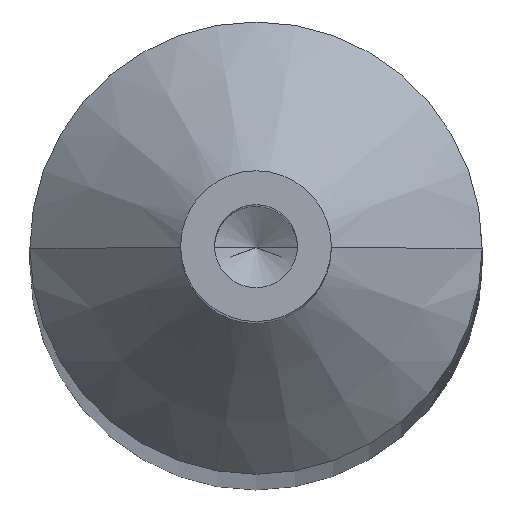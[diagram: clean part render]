
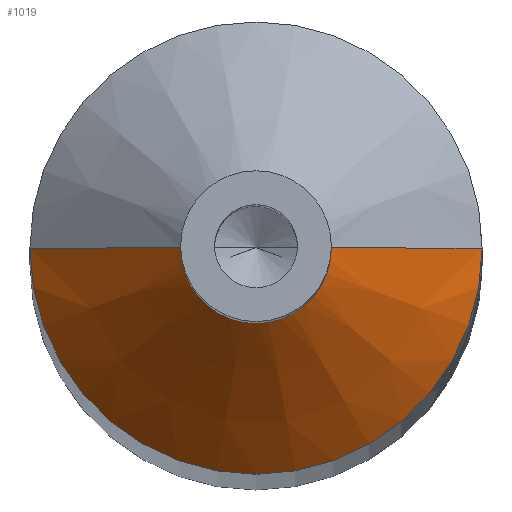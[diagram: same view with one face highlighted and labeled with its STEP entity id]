
A CAD part, top view. The second image highlights one B-rep face of the part: STEP entity #1019.
In plain terms, the highlighted conical face has half-angle 45 degrees and reference radius 1.5 mm.
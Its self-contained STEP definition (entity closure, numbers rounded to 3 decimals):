
#4 = DIRECTION ( 'NONE',  ( 1., 0., 0. ) ) ;
#147 = EDGE_CURVE ( 'NONE', #6651, #2254, #9385, .T. ) ;
#364 = VECTOR ( 'NONE', #5428, 1000. ) ;
#389 = DIRECTION ( 'NONE',  ( 0.707, 0., -0.707 ) ) ;
#544 = AXIS2_PLACEMENT_3D ( 'NONE', #9075, #1993, #5147 ) ;
#886 = ORIENTED_EDGE ( 'NONE', *, *, #7346, .F. ) ;
#1019 = ADVANCED_FACE ( 'NONE', ( #5929 ), #3672, .T. ) ;
#1993 = DIRECTION ( 'NONE',  ( 0., 0., -1. ) ) ;
#2254 = VERTEX_POINT ( 'NONE', #9198 ) ;
#2272 = CARTESIAN_POINT ( 'NONE',  ( -1.5, 0., -7.5 ) ) ;
#2534 = ORIENTED_EDGE ( 'NONE', *, *, #7137, .F. ) ;
#2885 = ORIENTED_EDGE ( 'NONE', *, *, #147, .T. ) ;
#3618 = CARTESIAN_POINT ( 'NONE',  ( 0.5, 0., -6.5 ) ) ;
#3672 = CONICAL_SURFACE ( 'NONE', #544, 1.5, 0.785 ) ;
#3771 = AXIS2_PLACEMENT_3D ( 'NONE', #6974, #6149, #4 ) ;
#4005 = VERTEX_POINT ( 'NONE', #8671 ) ;
#5147 = DIRECTION ( 'NONE',  ( -1., 0., 0. ) ) ;
#5346 = CARTESIAN_POINT ( 'NONE',  ( 0., 0., -6.5 ) ) ;
#5428 = DIRECTION ( 'NONE',  ( -0.707, 0., -0.707 ) ) ;
#5509 = EDGE_LOOP ( 'NONE', ( #886, #2534, #10012, #2885 ) ) ;
#5643 = EDGE_CURVE ( 'NONE', #4005, #6651, #6303, .T. ) ;
#5929 = FACE_OUTER_BOUND ( 'NONE', #5509, .T. ) ;
#6039 = VECTOR ( 'NONE', #389, 1000. ) ;
#6149 = DIRECTION ( 'NONE',  ( 0., 0., 1. ) ) ;
#6172 = DIRECTION ( 'NONE',  ( 0., 0., 1. ) ) ;
#6192 = CARTESIAN_POINT ( 'NONE',  ( -1.5, 0., -7.5 ) ) ;
#6303 = LINE ( 'NONE', #2272, #364 ) ;
#6462 = VERTEX_POINT ( 'NONE', #3618 ) ;
#6651 = VERTEX_POINT ( 'NONE', #6192 ) ;
#6974 = CARTESIAN_POINT ( 'NONE',  ( 0., 0., -7.5 ) ) ;
#7137 = EDGE_CURVE ( 'NONE', #4005, #6462, #7680, .T. ) ;
#7346 = EDGE_CURVE ( 'NONE', #6462, #2254, #9164, .T. ) ;
#7515 = AXIS2_PLACEMENT_3D ( 'NONE', #5346, #6172, #7726 ) ;
#7680 = CIRCLE ( 'NONE', #7515, 0.5 ) ;
#7726 = DIRECTION ( 'NONE',  ( 1., 0., 0. ) ) ;
#8326 = CARTESIAN_POINT ( 'NONE',  ( 1.5, 0., -7.5 ) ) ;
#8671 = CARTESIAN_POINT ( 'NONE',  ( -0.5, 0., -6.5 ) ) ;
#9075 = CARTESIAN_POINT ( 'NONE',  ( 0., 0., -7.5 ) ) ;
#9164 = LINE ( 'NONE', #8326, #6039 ) ;
#9198 = CARTESIAN_POINT ( 'NONE',  ( 1.5, 0., -7.5 ) ) ;
#9385 = CIRCLE ( 'NONE', #3771, 1.5 ) ;
#10012 = ORIENTED_EDGE ( 'NONE', *, *, #5643, .T. ) ;
